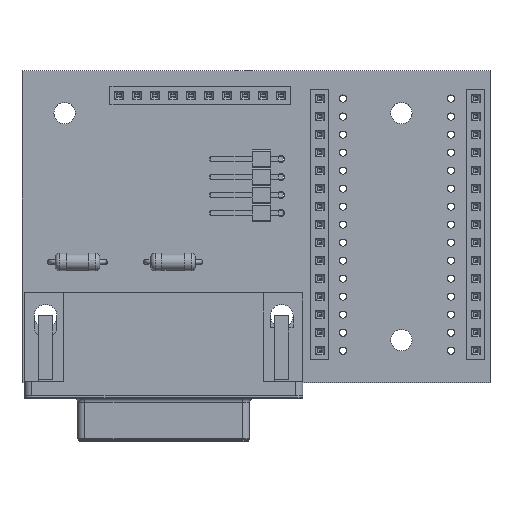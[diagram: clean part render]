
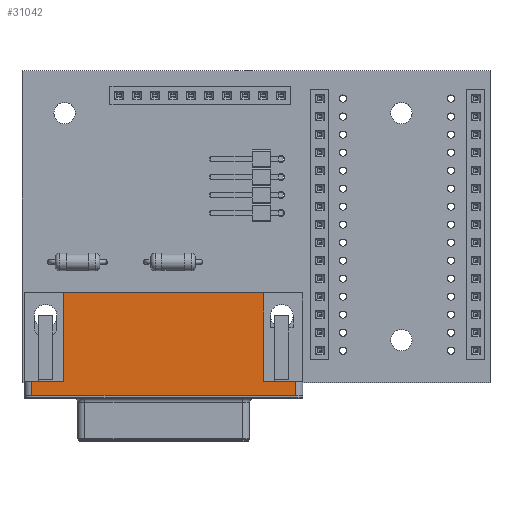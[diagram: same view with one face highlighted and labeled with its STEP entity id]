
A CAD part, top view. The second image highlights one B-rep face of the part: STEP entity #31042.
In plain terms, the highlighted planar face has unit normal (0, 0, 1).
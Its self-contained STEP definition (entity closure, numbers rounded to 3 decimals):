
#30731 = VERTEX_POINT('',#30732);
#30732 = CARTESIAN_POINT('',(8.905,-12.74,12.5));
#30779 = VERTEX_POINT('',#30780);
#30780 = CARTESIAN_POINT('',(-28.295,-12.74,12.5));
#30786 = EDGE_CURVE('',#30731,#30779,#30787,.T.);
#30787 = LINE('',#30788,#30789);
#30788 = CARTESIAN_POINT('',(9.905,-12.74,12.5));
#30789 = VECTOR('',#30790,1.);
#30790 = DIRECTION('',(-1.,0.,0.));
#30966 = EDGE_CURVE('',#30731,#30967,#30969,.T.);
#30967 = VERTEX_POINT('',#30968);
#30968 = CARTESIAN_POINT('',(8.905,-10.74,12.5));
#30969 = LINE('',#30970,#30971);
#30970 = CARTESIAN_POINT('',(8.905,-12.74,12.5));
#30971 = VECTOR('',#30972,1.);
#30972 = DIRECTION('',(-0.,1.,0.));
#31042 = ADVANCED_FACE('',(#31043),#31093,.T.);
#31043 = FACE_BOUND('',#31044,.T.);
#31044 = EDGE_LOOP('',(#31045,#31046,#31047,#31055,#31063,#31071,#31079,
    #31087));
#31045 = ORIENTED_EDGE('',*,*,#30786,.F.);
#31046 = ORIENTED_EDGE('',*,*,#30966,.T.);
#31047 = ORIENTED_EDGE('',*,*,#31048,.F.);
#31048 = EDGE_CURVE('',#31049,#30967,#31051,.T.);
#31049 = VERTEX_POINT('',#31050);
#31050 = CARTESIAN_POINT('',(4.405,-10.74,12.5));
#31051 = LINE('',#31052,#31053);
#31052 = CARTESIAN_POINT('',(8.905,-10.74,12.5));
#31053 = VECTOR('',#31054,1.);
#31054 = DIRECTION('',(1.,0.,0.));
#31055 = ORIENTED_EDGE('',*,*,#31056,.F.);
#31056 = EDGE_CURVE('',#31057,#31049,#31059,.T.);
#31057 = VERTEX_POINT('',#31058);
#31058 = CARTESIAN_POINT('',(4.405,1.8,12.5));
#31059 = LINE('',#31060,#31061);
#31060 = CARTESIAN_POINT('',(4.405,-11.74,12.5));
#31061 = VECTOR('',#31062,1.);
#31062 = DIRECTION('',(0.,-1.,0.));
#31063 = ORIENTED_EDGE('',*,*,#31064,.T.);
#31064 = EDGE_CURVE('',#31057,#31065,#31067,.T.);
#31065 = VERTEX_POINT('',#31066);
#31066 = CARTESIAN_POINT('',(-23.795,1.8,12.5));
#31067 = LINE('',#31068,#31069);
#31068 = CARTESIAN_POINT('',(9.905,1.8,12.5));
#31069 = VECTOR('',#31070,1.);
#31070 = DIRECTION('',(-1.,0.,0.));
#31071 = ORIENTED_EDGE('',*,*,#31072,.F.);
#31072 = EDGE_CURVE('',#31073,#31065,#31075,.T.);
#31073 = VERTEX_POINT('',#31074);
#31074 = CARTESIAN_POINT('',(-23.795,-10.74,12.5));
#31075 = LINE('',#31076,#31077);
#31076 = CARTESIAN_POINT('',(-23.795,-11.74,12.5));
#31077 = VECTOR('',#31078,1.);
#31078 = DIRECTION('',(0.,1.,0.));
#31079 = ORIENTED_EDGE('',*,*,#31080,.F.);
#31080 = EDGE_CURVE('',#31081,#31073,#31083,.T.);
#31081 = VERTEX_POINT('',#31082);
#31082 = CARTESIAN_POINT('',(-28.295,-10.74,12.5));
#31083 = LINE('',#31084,#31085);
#31084 = CARTESIAN_POINT('',(-8.695,-10.74,12.5));
#31085 = VECTOR('',#31086,1.);
#31086 = DIRECTION('',(1.,0.,0.));
#31087 = ORIENTED_EDGE('',*,*,#31088,.F.);
#31088 = EDGE_CURVE('',#30779,#31081,#31089,.T.);
#31089 = LINE('',#31090,#31091);
#31090 = CARTESIAN_POINT('',(-28.295,-12.74,12.5));
#31091 = VECTOR('',#31092,1.);
#31092 = DIRECTION('',(-0.,1.,0.));
#31093 = PLANE('',#31094);
#31094 = AXIS2_PLACEMENT_3D('',#31095,#31096,#31097);
#31095 = CARTESIAN_POINT('',(9.905,-12.74,12.5));
#31096 = DIRECTION('',(0.,0.,1.));
#31097 = DIRECTION('',(-1.,0.,0.));
